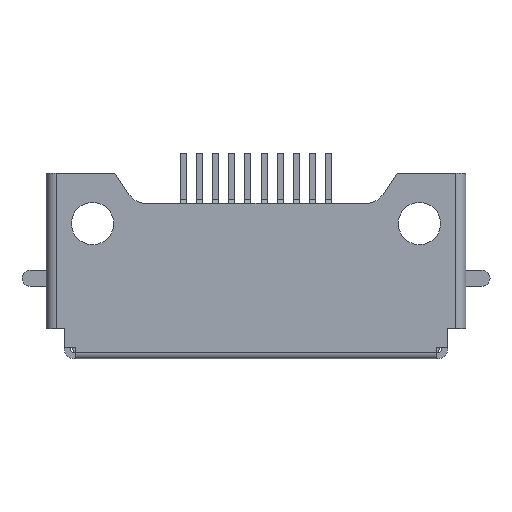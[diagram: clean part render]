
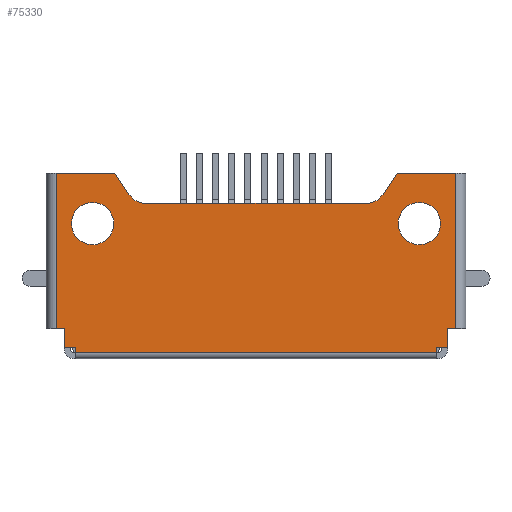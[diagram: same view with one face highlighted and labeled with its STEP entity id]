
A CAD part, top view. The second image highlights one B-rep face of the part: STEP entity #75330.
In plain terms, the highlighted planar face has unit normal (0, 0, 1).
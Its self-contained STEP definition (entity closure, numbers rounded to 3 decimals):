
#5050=CARTESIAN_POINT('',(12.3,8.9,5.3));
#5060=VERTEX_POINT('',#5050);
#5240=CARTESIAN_POINT('',(12.3,1.2,5.3));
#5250=VERTEX_POINT('',#5240);
#5280=CARTESIAN_POINT('',(12.3,-0.3,5.3));
#5290=DIRECTION('',(0.,1.,0.));
#5300=VECTOR('',#5290,1.);
#5310=LINE('',#5280,#5300);
#5320=EDGE_CURVE('',#5250,#5060,#5310,.T.);
#37310=CARTESIAN_POINT('',(0.,8.9,5.3));
#37320=DIRECTION('',(-1.,0.,0.));
#37330=VECTOR('',#37320,1.);
#37340=LINE('',#37310,#37330);
#37350=CARTESIAN_POINT('',(9.4,8.9,5.3));
#37360=VERTEX_POINT('',#37350);
#37370=EDGE_CURVE('',#5060,#37360,#37340,.T.);
#55390=CARTESIAN_POINT('',(9.45,6.4,5.3));
#55400=VERTEX_POINT('',#55390);
#55560=CARTESIAN_POINT('',(11.55,6.4,5.3));
#55570=VERTEX_POINT('',#55560);
#55600=CARTESIAN_POINT('',(10.5,6.4,5.3));
#55610=DIRECTION('',(0.,0.,1.));
#55620=DIRECTION('',(1.,0.,0.));
#55630=AXIS2_PLACEMENT_3D('',#55600,#55610,#55620);
#55640=CIRCLE('',#55630,1.05);
#55650=EDGE_CURVE('',#55400,#55570,#55640,.T.);
#73760=CARTESIAN_POINT('',(0.,-0.3,5.3));
#73770=DIRECTION('',(0.,0.,1.));
#73780=DIRECTION('',(1.,0.,0.));
#73790=AXIS2_PLACEMENT_3D('',#73760,#73770,#73780);
#73800=PLANE('',#73790);
#73810=CARTESIAN_POINT('',(-6.55,-0.3,5.3));
#73820=DIRECTION('',(0.,1.,0.));
#73830=VECTOR('',#73820,1.);
#73840=LINE('',#73810,#73830);
#73850=CARTESIAN_POINT('',(-6.55,0.,5.3));
#73860=VERTEX_POINT('',#73850);
#73870=CARTESIAN_POINT('',(-6.55,0.25,5.3));
#73880=VERTEX_POINT('',#73870);
#73890=EDGE_CURVE('',#73860,#73880,#73840,.T.);
#73900=ORIENTED_EDGE('',*,*,#73890,.F.);
#73910=CARTESIAN_POINT('',(4.8,0.25,5.3));
#73920=DIRECTION('',(-1.,0.,0.));
#73930=VECTOR('',#73920,1.);
#73940=LINE('',#73910,#73930);
#73950=CARTESIAN_POINT('',(-7.1,0.25,5.3));
#73960=VERTEX_POINT('',#73950);
#73970=EDGE_CURVE('',#73880,#73960,#73940,.T.);
#73980=ORIENTED_EDGE('',*,*,#73970,.F.);
#73990=CARTESIAN_POINT('',(-7.1,-0.3,5.3));
#74000=DIRECTION('',(0.,1.,0.));
#74010=VECTOR('',#74000,1.);
#74020=LINE('',#73990,#74010);
#74030=CARTESIAN_POINT('',(-7.1,1.2,5.3));
#74040=VERTEX_POINT('',#74030);
#74050=EDGE_CURVE('',#73960,#74040,#74020,.T.);
#74060=ORIENTED_EDGE('',*,*,#74050,.F.);
#74070=CARTESIAN_POINT('',(4.8,1.2,5.3));
#74080=DIRECTION('',(-1.,0.,0.));
#74090=VECTOR('',#74080,1.);
#74100=LINE('',#74070,#74090);
#74110=CARTESIAN_POINT('',(-7.5,1.2,5.3));
#74120=VERTEX_POINT('',#74110);
#74130=EDGE_CURVE('',#74040,#74120,#74100,.T.);
#74140=ORIENTED_EDGE('',*,*,#74130,.F.);
#74150=CARTESIAN_POINT('',(-7.5,-0.3,5.3));
#74160=DIRECTION('',(0.,1.,0.));
#74170=VECTOR('',#74160,1.);
#74180=LINE('',#74150,#74170);
#74190=CARTESIAN_POINT('',(-7.5,8.9,5.3));
#74200=VERTEX_POINT('',#74190);
#74210=EDGE_CURVE('',#74120,#74200,#74180,.T.);
#74220=ORIENTED_EDGE('',*,*,#74210,.F.);
#74230=CARTESIAN_POINT('',(4.8,8.9,5.3));
#74240=DIRECTION('',(-1.,0.,0.));
#74250=VECTOR('',#74240,1.);
#74260=LINE('',#74230,#74250);
#74270=CARTESIAN_POINT('',(-4.6,8.9,5.3));
#74280=VERTEX_POINT('',#74270);
#74290=EDGE_CURVE('',#74280,#74200,#74260,.T.);
#74300=ORIENTED_EDGE('',*,*,#74290,.T.);
#74310=CARTESIAN_POINT('',(1.533,-0.3,5.3));
#74320=DIRECTION('',(-0.555,0.832,0.));
#74330=VECTOR('',#74320,1.);
#74340=LINE('',#74310,#74330);
#74350=CARTESIAN_POINT('',(-3.897,7.845,5.3));
#74360=VERTEX_POINT('',#74350);
#74370=EDGE_CURVE('',#74360,#74280,#74340,.T.);
#74380=ORIENTED_EDGE('',*,*,#74370,.T.);
#74390=CARTESIAN_POINT('',(-3.065,8.4,5.3));
#74400=DIRECTION('',(0.,0.,1.));
#74410=DIRECTION('',(1.,0.,0.));
#74420=AXIS2_PLACEMENT_3D('',#74390,#74400,#74410);
#74430=CIRCLE('',#74420,1.);
#74440=CARTESIAN_POINT('',(-3.065,7.4,5.3));
#74450=VERTEX_POINT('',#74440);
#74460=EDGE_CURVE('',#74360,#74450,#74430,.T.);
#74470=ORIENTED_EDGE('',*,*,#74460,.F.);
#74480=CARTESIAN_POINT('',(4.8,7.4,5.3));
#74490=DIRECTION('',(-1.,0.,0.));
#74500=VECTOR('',#74490,1.);
#74510=LINE('',#74480,#74500);
#74520=CARTESIAN_POINT('',(7.865,7.4,5.3));
#74530=VERTEX_POINT('',#74520);
#74540=EDGE_CURVE('',#74530,#74450,#74510,.T.);
#74550=ORIENTED_EDGE('',*,*,#74540,.T.);
#74560=CARTESIAN_POINT('',(7.865,8.4,5.3));
#74570=DIRECTION('',(0.,0.,1.));
#74580=DIRECTION('',(1.,0.,0.));
#74590=AXIS2_PLACEMENT_3D('',#74560,#74570,#74580);
#74600=CIRCLE('',#74590,1.);
#74610=CARTESIAN_POINT('',(8.697,7.845,5.3));
#74620=VERTEX_POINT('',#74610);
#74630=EDGE_CURVE('',#74530,#74620,#74600,.T.);
#74640=ORIENTED_EDGE('',*,*,#74630,.F.);
#74650=CARTESIAN_POINT('',(3.267,-0.3,5.3));
#74660=DIRECTION('',(-0.555,-0.832,0.));
#74670=VECTOR('',#74660,1.);
#74680=LINE('',#74650,#74670);
#74690=EDGE_CURVE('',#37360,#74620,#74680,.T.);
#74700=ORIENTED_EDGE('',*,*,#74690,.T.);
#74710=ORIENTED_EDGE('',*,*,#37370,.T.);
#74720=ORIENTED_EDGE('',*,*,#5320,.T.);
#74730=CARTESIAN_POINT('',(0.,1.2,5.3));
#74740=DIRECTION('',(-1.,0.,0.));
#74750=VECTOR('',#74740,1.);
#74760=LINE('',#74730,#74750);
#74770=CARTESIAN_POINT('',(11.9,1.2,5.3));
#74780=VERTEX_POINT('',#74770);
#74790=EDGE_CURVE('',#5250,#74780,#74760,.T.);
#74800=ORIENTED_EDGE('',*,*,#74790,.F.);
#74810=CARTESIAN_POINT('',(11.9,-0.3,5.3));
#74820=DIRECTION('',(0.,-1.,0.));
#74830=VECTOR('',#74820,1.);
#74840=LINE('',#74810,#74830);
#74850=CARTESIAN_POINT('',(11.9,0.25,5.3));
#74860=VERTEX_POINT('',#74850);
#74870=EDGE_CURVE('',#74780,#74860,#74840,.T.);
#74880=ORIENTED_EDGE('',*,*,#74870,.F.);
#74890=CARTESIAN_POINT('',(0.,0.25,5.3));
#74900=DIRECTION('',(-1.,0.,0.));
#74910=VECTOR('',#74900,1.);
#74920=LINE('',#74890,#74910);
#74930=CARTESIAN_POINT('',(11.35,0.25,5.3));
#74940=VERTEX_POINT('',#74930);
#74950=EDGE_CURVE('',#74860,#74940,#74920,.T.);
#74960=ORIENTED_EDGE('',*,*,#74950,.F.);
#74970=CARTESIAN_POINT('',(11.35,-0.3,5.3));
#74980=DIRECTION('',(0.,1.,0.));
#74990=VECTOR('',#74980,1.);
#75000=LINE('',#74970,#74990);
#75010=CARTESIAN_POINT('',(11.35,0.,5.3));
#75020=VERTEX_POINT('',#75010);
#75030=EDGE_CURVE('',#75020,#74940,#75000,.T.);
#75040=ORIENTED_EDGE('',*,*,#75030,.T.);
#75050=CARTESIAN_POINT('',(4.8,0.,5.3));
#75060=DIRECTION('',(-1.,0.,0.));
#75070=VECTOR('',#75060,1.);
#75080=LINE('',#75050,#75070);
#75090=EDGE_CURVE('',#75020,#73860,#75080,.T.);
#75100=ORIENTED_EDGE('',*,*,#75090,.F.);
#75110=EDGE_LOOP('',(#75100,#75040,#74960,#74880,#74800,#74720,#74710,
#74700,#74640,#74550,#74470,#74380,#74300,#74220,#74140,#74060,#73980,
#73900));
#75120=FACE_OUTER_BOUND('',#75110,.T.);
#75130=EDGE_CURVE('',#55570,#55400,#55640,.T.);
#75140=ORIENTED_EDGE('',*,*,#75130,.F.);
#75150=ORIENTED_EDGE('',*,*,#55650,.F.);
#75160=EDGE_LOOP('',(#75150,#75140));
#75170=FACE_BOUND('',#75160,.T.);
#75180=CARTESIAN_POINT('',(-5.7,6.4,5.3));
#75190=DIRECTION('',(0.,0.,1.));
#75200=DIRECTION('',(1.,0.,0.));
#75210=AXIS2_PLACEMENT_3D('',#75180,#75190,#75200);
#75220=CIRCLE('',#75210,1.05);
#75230=CARTESIAN_POINT('',(-4.65,6.4,5.3));
#75240=VERTEX_POINT('',#75230);
#75250=CARTESIAN_POINT('',(-6.75,6.4,5.3));
#75260=VERTEX_POINT('',#75250);
#75270=EDGE_CURVE('',#75240,#75260,#75220,.T.);
#75280=ORIENTED_EDGE('',*,*,#75270,.F.);
#75290=EDGE_CURVE('',#75260,#75240,#75220,.T.);
#75300=ORIENTED_EDGE('',*,*,#75290,.F.);
#75310=EDGE_LOOP('',(#75300,#75280));
#75320=FACE_BOUND('',#75310,.T.);
#75330=ADVANCED_FACE('',(#75120,#75170,#75320),#73800,.T.);
